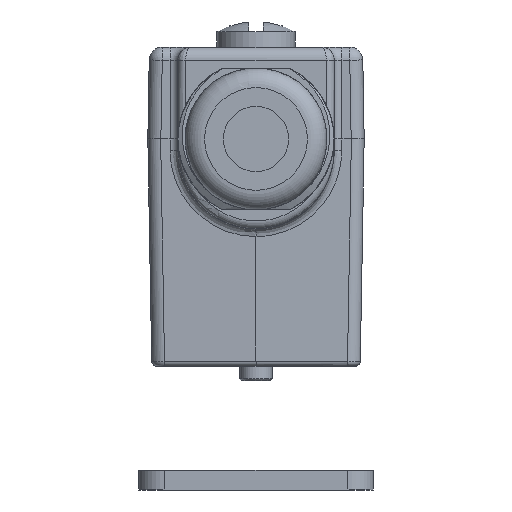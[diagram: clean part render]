
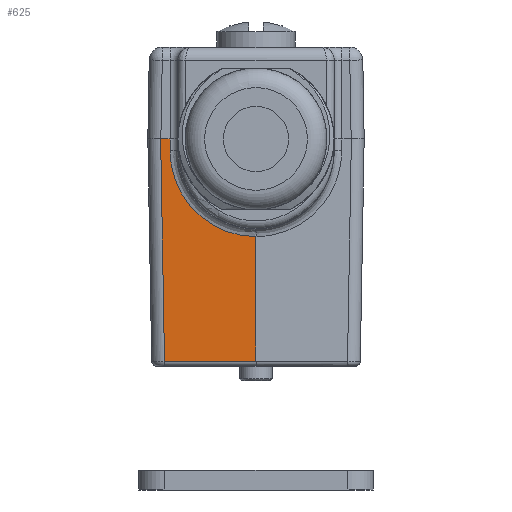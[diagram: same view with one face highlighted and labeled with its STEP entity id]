
A CAD part, front view. The second image highlights one B-rep face of the part: STEP entity #625.
In plain terms, the highlighted planar face has unit normal (-0.018, -1, 0).
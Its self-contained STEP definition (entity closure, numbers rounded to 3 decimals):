
#101=ELLIPSE('',#5979,6.601,6.6);
#625=ADVANCED_FACE('',(#1100),#897,.F.);
#897=PLANE('',#6083);
#1100=FACE_OUTER_BOUND('',#1427,.T.);
#1427=EDGE_LOOP('',(#3089,#3090,#3091,#3092,#3093,#3094));
#1737=LINE('',#8017,#2205);
#1754=LINE('',#8093,#2222);
#1790=LINE('',#8336,#2258);
#1882=LINE('',#9911,#2350);
#1883=LINE('',#9912,#2351);
#2205=VECTOR('',#6521,1.);
#2222=VECTOR('',#6564,1.);
#2258=VECTOR('',#6712,1.);
#2350=VECTOR('',#6870,1.);
#2351=VECTOR('',#6871,1.);
#3089=ORIENTED_EDGE('',*,*,#4971,.T.);
#3090=ORIENTED_EDGE('',*,*,#4974,.T.);
#3091=ORIENTED_EDGE('',*,*,#5261,.T.);
#3092=ORIENTED_EDGE('',*,*,#5081,.T.);
#3093=ORIENTED_EDGE('',*,*,#5002,.T.);
#3094=ORIENTED_EDGE('',*,*,#5262,.T.);
#4398=VERTEX_POINT('',#7924);
#4400=VERTEX_POINT('',#7970);
#4401=VERTEX_POINT('',#8015);
#4419=VERTEX_POINT('',#8072);
#4423=VERTEX_POINT('',#8090);
#4474=VERTEX_POINT('',#8337);
#4971=EDGE_CURVE('',#4398,#4400,#101,.T.);
#4974=EDGE_CURVE('',#4400,#4401,#1737,.T.);
#5002=EDGE_CURVE('',#4423,#4419,#1754,.T.);
#5081=EDGE_CURVE('',#4474,#4423,#1790,.T.);
#5261=EDGE_CURVE('',#4401,#4474,#1882,.T.);
#5262=EDGE_CURVE('',#4419,#4398,#1883,.T.);
#5979=AXIS2_PLACEMENT_3D('',#7971,#6517,#6518);
#6083=AXIS2_PLACEMENT_3D('',#9913,#6872,#6873);
#6517=DIRECTION('',(0.017,1.,0.));
#6518=DIRECTION('',(1.,-0.017,0.));
#6521=DIRECTION('',(0.,0.,1.));
#6564=DIRECTION('',(1.,-0.017,0.));
#6712=DIRECTION('',(0.017,0.,-1.));
#6870=DIRECTION('',(-1.,0.017,0.));
#6871=DIRECTION('',(0.,0.,1.));
#6872=DIRECTION('',(0.017,1.,0.));
#6873=DIRECTION('',(-1.,0.017,0.));
#7924=CARTESIAN_POINT('',(0.,-8.895,8.25));
#7970=CARTESIAN_POINT('',(-6.59,-8.78,14.85));
#7971=CARTESIAN_POINT('',(0.01,-8.895,14.85));
#8015=CARTESIAN_POINT('',(-6.59,-8.78,15.75));
#8017=CARTESIAN_POINT('',(-6.59,-8.78,-1.7));
#8072=CARTESIAN_POINT('',(0.,-8.895,-1.3));
#8090=CARTESIAN_POINT('',(-7.024,-8.772,-1.3));
#8093=CARTESIAN_POINT('',(0.,-8.895,-1.3));
#8336=CARTESIAN_POINT('',(-7.015,-8.773,-1.822));
#8337=CARTESIAN_POINT('',(-7.322,-8.767,15.75));
#9911=CARTESIAN_POINT('',(0.,-8.895,15.75));
#9912=CARTESIAN_POINT('',(0.,-8.895,-1.7));
#9913=CARTESIAN_POINT('',(0.,-8.895,-1.7));
